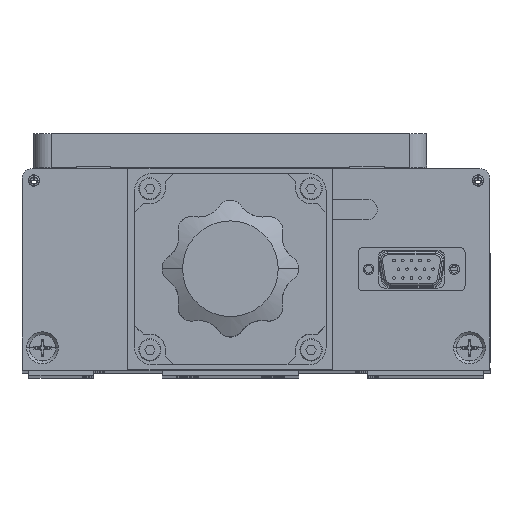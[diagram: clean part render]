
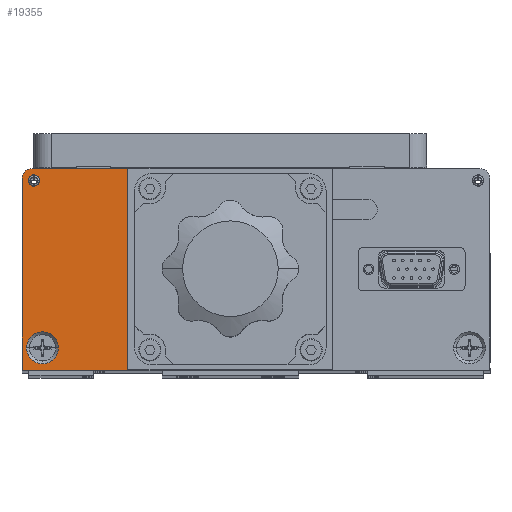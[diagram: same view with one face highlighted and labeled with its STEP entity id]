
A CAD part, top view. The second image highlights one B-rep face of the part: STEP entity #19355.
In plain terms, the highlighted planar face has unit normal (0, 0, 1).
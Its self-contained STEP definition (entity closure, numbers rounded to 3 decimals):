
#515 = DIRECTION ( 'NONE',  ( 1., 0., 0. ) ) ;
#831 = DIRECTION ( 'NONE',  ( 0., 1., 0. ) ) ;
#1141 = LINE ( 'NONE', #42240, #72359 ) ;
#1592 = VECTOR ( 'NONE', #46120, 1000. ) ;
#1852 = VERTEX_POINT ( 'NONE', #17166 ) ;
#3467 = VERTEX_POINT ( 'NONE', #69251 ) ;
#3723 = ORIENTED_EDGE ( 'NONE', *, *, #13186, .T. ) ;
#5879 = ORIENTED_EDGE ( 'NONE', *, *, #15433, .F. ) ;
#6790 = ORIENTED_EDGE ( 'NONE', *, *, #69012, .F. ) ;
#6884 = DIRECTION ( 'NONE',  ( 0., 0., 1. ) ) ;
#7405 = FACE_BOUND ( 'NONE', #15070, .T. ) ;
#8130 = DIRECTION ( 'NONE',  ( 1., 0., 0. ) ) ;
#9321 = FACE_OUTER_BOUND ( 'NONE', #58509, .T. ) ;
#12314 = CIRCLE ( 'NONE', #28656, 4.7 ) ;
#12340 = LINE ( 'NONE', #37670, #62692 ) ;
#13186 = EDGE_CURVE ( 'NONE', #22416, #51465, #19225, .T. ) ;
#13499 = ORIENTED_EDGE ( 'NONE', *, *, #62277, .T. ) ;
#15070 = EDGE_LOOP ( 'NONE', ( #6790, #5879 ) ) ;
#15433 = EDGE_CURVE ( 'NONE', #61243, #27907, #34194, .T. ) ;
#17166 = CARTESIAN_POINT ( 'NONE',  ( -66.461, 46.582, 254.5 ) ) ;
#17353 = VECTOR ( 'NONE', #32587, 1000. ) ;
#18696 = DIRECTION ( 'NONE',  ( 0., 0., 1. ) ) ;
#19225 = LINE ( 'NONE', #50643, #17353 ) ;
#19355 = ADVANCED_FACE ( 'NONE', ( #7405, #9321, #69195 ), #67022, .T. ) ;
#22333 = DIRECTION ( 'NONE',  ( 0., 0., 1. ) ) ;
#22358 = DIRECTION ( 'NONE',  ( 0., 0., 1. ) ) ;
#22416 = VERTEX_POINT ( 'NONE', #46875 ) ;
#24799 = DIRECTION ( 'NONE',  ( 1., 0., 0. ) ) ;
#27081 = CARTESIAN_POINT ( 'NONE',  ( -71.611, -8.918, 254.5 ) ) ;
#27907 = VERTEX_POINT ( 'NONE', #32408 ) ;
#28656 = AXIS2_PLACEMENT_3D ( 'NONE', #57681, #22358, #76767 ) ;
#30738 = EDGE_CURVE ( 'NONE', #3467, #40925, #35766, .T. ) ;
#31890 = AXIS2_PLACEMENT_3D ( 'NONE', #36456, #18696, #24799 ) ;
#31981 = CARTESIAN_POINT ( 'NONE',  ( -68.611, 50.082, 254.5 ) ) ;
#32408 = CARTESIAN_POINT ( 'NONE',  ( -60.911, -2.418, 254.5 ) ) ;
#32587 = DIRECTION ( 'NONE',  ( 0., -1., 0. ) ) ;
#34194 = CIRCLE ( 'NONE', #34217, 4.7 ) ;
#34217 = AXIS2_PLACEMENT_3D ( 'NONE', #49334, #6884, #515 ) ;
#34811 = CIRCLE ( 'NONE', #72427, 1.65 ) ;
#34907 = VERTEX_POINT ( 'NONE', #77612 ) ;
#35766 = LINE ( 'NONE', #50939, #1592 ) ;
#36456 = CARTESIAN_POINT ( 'NONE',  ( -68.611, 47.082, 254.5 ) ) ;
#37670 = CARTESIAN_POINT ( 'NONE',  ( -40.611, 50.082, 254.5 ) ) ;
#38066 = EDGE_CURVE ( 'NONE', #1852, #34907, #34811, .T. ) ;
#40925 = VERTEX_POINT ( 'NONE', #31981 ) ;
#42240 = CARTESIAN_POINT ( 'NONE',  ( -40.611, -8.918, 254.5 ) ) ;
#44467 = DIRECTION ( 'NONE',  ( 0., 0., 1. ) ) ;
#45898 = ORIENTED_EDGE ( 'NONE', *, *, #38066, .F. ) ;
#46120 = DIRECTION ( 'NONE',  ( -1., 0., 0. ) ) ;
#46875 = CARTESIAN_POINT ( 'NONE',  ( -71.611, 47.082, 254.5 ) ) ;
#47786 = ORIENTED_EDGE ( 'NONE', *, *, #50019, .T. ) ;
#48315 = ORIENTED_EDGE ( 'NONE', *, *, #76028, .T. ) ;
#49168 = EDGE_LOOP ( 'NONE', ( #76590, #45898 ) ) ;
#49334 = CARTESIAN_POINT ( 'NONE',  ( -65.611, -2.418, 254.5 ) ) ;
#50019 = EDGE_CURVE ( 'NONE', #50096, #3467, #12340, .T. ) ;
#50096 = VERTEX_POINT ( 'NONE', #75383 ) ;
#50643 = CARTESIAN_POINT ( 'NONE',  ( -71.611, 47.082, 254.5 ) ) ;
#50939 = CARTESIAN_POINT ( 'NONE',  ( -40.611, 50.082, 254.5 ) ) ;
#51465 = VERTEX_POINT ( 'NONE', #27081 ) ;
#53038 = CIRCLE ( 'NONE', #72648, 3. ) ;
#54375 = DIRECTION ( 'NONE',  ( 0., 0., 1. ) ) ;
#54473 = DIRECTION ( 'NONE',  ( 1., 0., 0. ) ) ;
#55639 = CARTESIAN_POINT ( 'NONE',  ( -68.611, 47.082, 254.5 ) ) ;
#57513 = CARTESIAN_POINT ( 'NONE',  ( -70.311, -2.418, 254.5 ) ) ;
#57681 = CARTESIAN_POINT ( 'NONE',  ( -65.611, -2.418, 254.5 ) ) ;
#58509 = EDGE_LOOP ( 'NONE', ( #13499, #3723, #48315, #47786, #71328 ) ) ;
#58711 = DIRECTION ( 'NONE',  ( 1., 0., 0. ) ) ;
#59967 = DIRECTION ( 'NONE',  ( 1., 0., 0. ) ) ;
#61243 = VERTEX_POINT ( 'NONE', #57513 ) ;
#62277 = EDGE_CURVE ( 'NONE', #40925, #22416, #53038, .T. ) ;
#62692 = VECTOR ( 'NONE', #831, 1000. ) ;
#65821 = CARTESIAN_POINT ( 'NONE',  ( -68.111, 46.582, 254.5 ) ) ;
#67022 = PLANE ( 'NONE',  #31890 ) ;
#68598 = CIRCLE ( 'NONE', #77969, 1.65 ) ;
#68803 = CARTESIAN_POINT ( 'NONE',  ( -68.111, 46.582, 254.5 ) ) ;
#69012 = EDGE_CURVE ( 'NONE', #27907, #61243, #12314, .T. ) ;
#69195 = FACE_BOUND ( 'NONE', #49168, .T. ) ;
#69251 = CARTESIAN_POINT ( 'NONE',  ( -40.611, 50.082, 254.5 ) ) ;
#69687 = EDGE_CURVE ( 'NONE', #34907, #1852, #68598, .T. ) ;
#71328 = ORIENTED_EDGE ( 'NONE', *, *, #30738, .T. ) ;
#72359 = VECTOR ( 'NONE', #54473, 1000. ) ;
#72427 = AXIS2_PLACEMENT_3D ( 'NONE', #68803, #22333, #58711 ) ;
#72648 = AXIS2_PLACEMENT_3D ( 'NONE', #55639, #44467, #8130 ) ;
#75383 = CARTESIAN_POINT ( 'NONE',  ( -40.611, -8.918, 254.5 ) ) ;
#76028 = EDGE_CURVE ( 'NONE', #51465, #50096, #1141, .T. ) ;
#76590 = ORIENTED_EDGE ( 'NONE', *, *, #69687, .F. ) ;
#76767 = DIRECTION ( 'NONE',  ( 1., 0., 0. ) ) ;
#77612 = CARTESIAN_POINT ( 'NONE',  ( -69.761, 46.582, 254.5 ) ) ;
#77969 = AXIS2_PLACEMENT_3D ( 'NONE', #65821, #54375, #59967 ) ;
